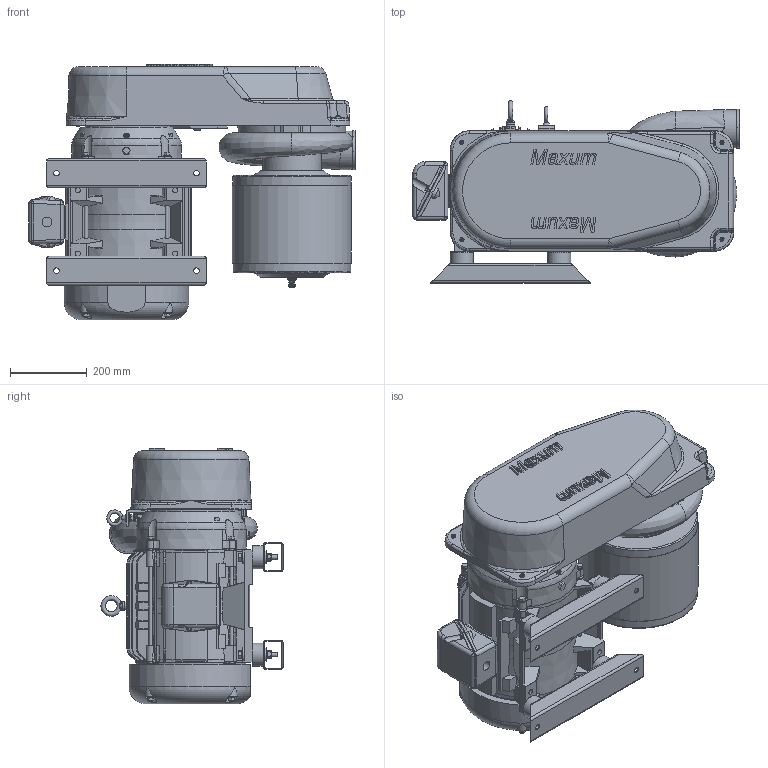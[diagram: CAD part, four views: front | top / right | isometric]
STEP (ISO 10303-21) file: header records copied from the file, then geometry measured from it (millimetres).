
FILE_DESCRIPTION(/* description */ (''),/* implementation_level */ '2;1');
FILE_NAME(/* name */ 'BAM20xB005_A.stp',/* time_stamp */ '2018-11-30T11:51:37-05:00',/* author */ ('James'),/* organization */ (''),/* preprocessor_version */ 'ST-DEVELOPER v16.5',/* originating_system */ 'Autodesk Inventor 2017',/* authorisation */ '');
FILE_SCHEMA (('AUTOMOTIVE_DESIGN { 1 0 10303 214 3 1 1 }'));
Length unit declared in the file: inch
Products named in the file (1): BAM20xB005_A
Bounding box: 851.18 x 474.93 x 666.27 mm (x, y, z)
Volume: 95243385.1 mm3; surface area: 2781673.2 mm2
Topology: 1 solids, 1 shells, 2151 faces, 5638 edges, 3630 vertices
Faces by surface type: plane 907, cylinder 481, cone 358, bspline 236, torus 150, sphere 19
Full cylindrical faces by diameter (mm): 9.652 x28, 10.16 x1, 10.5 x4, 12 x8, 13.208 x2, 13.462 x4, 14.3 x4, 21 x1, 22.079 x4, 22.083 x2, 23.114 x1, 25.4 x4, 34.925 x9, 60 x4, 100.012 x1, 152.4 x1, 215.862 x1, 281.28 x1, 306.07 x1, 308.61 x1, 310.896 x1
Entity records: 91654 total; most frequent: CARTESIAN_POINT 41573, ORIENTED_EDGE 10824, DIRECTION 10050, EDGE_CURVE 5412, AXIS2_PLACEMENT_3D 3968, VERTEX_POINT 3556, EDGE_LOOP 2516, ADVANCED_FACE 2144
